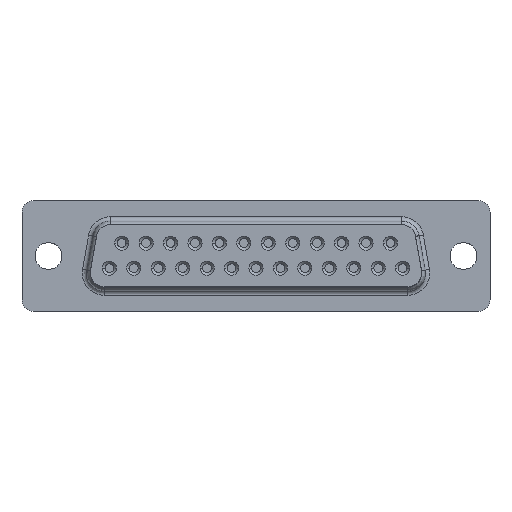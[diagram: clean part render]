
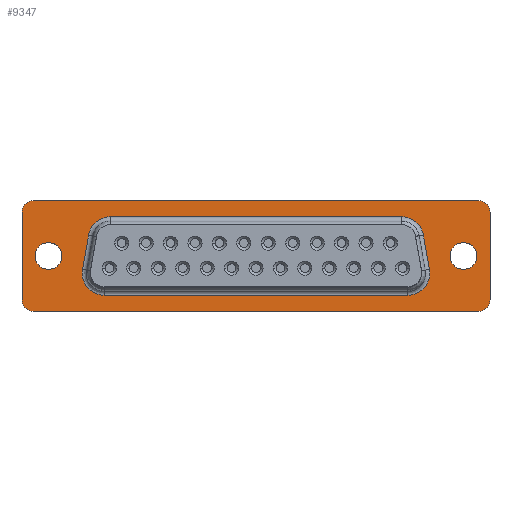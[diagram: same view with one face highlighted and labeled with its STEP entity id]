
A CAD part, front view. The second image highlights one B-rep face of the part: STEP entity #9347.
In plain terms, the highlighted planar face has unit normal (0, -1, 0).
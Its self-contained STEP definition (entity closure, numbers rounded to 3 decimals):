
#6935=FACE_BOUND('',#14489,.T.);
#6936=FACE_BOUND('',#14490,.T.);
#6937=FACE_BOUND('',#14491,.T.);
#6938=FACE_BOUND('',#14492,.T.);
#8153=PLANE('',#45948);
#9347=ADVANCED_FACE('',(#6935,#6936,#6937,#6938),#8153,.T.);
#14489=EDGE_LOOP('',(#21579,#21580));
#14490=EDGE_LOOP('',(#21581,#21582));
#14491=EDGE_LOOP('',(#21583,#21584,#21585,#21586,#21587,#21588,#21589,#21590));
#14492=EDGE_LOOP('',(#21591,#21592,#21593,#21594,#21595,#21596,#21597,#21598));
#21579=ORIENTED_EDGE('',*,*,#27990,.T.);
#21580=ORIENTED_EDGE('',*,*,#27987,.T.);
#21581=ORIENTED_EDGE('',*,*,#28006,.T.);
#21582=ORIENTED_EDGE('',*,*,#28003,.T.);
#21583=ORIENTED_EDGE('',*,*,#28325,.T.);
#21584=ORIENTED_EDGE('',*,*,#28312,.T.);
#21585=ORIENTED_EDGE('',*,*,#28314,.T.);
#21586=ORIENTED_EDGE('',*,*,#28316,.T.);
#21587=ORIENTED_EDGE('',*,*,#28318,.T.);
#21588=ORIENTED_EDGE('',*,*,#28320,.T.);
#21589=ORIENTED_EDGE('',*,*,#28322,.T.);
#21590=ORIENTED_EDGE('',*,*,#28324,.T.);
#21591=ORIENTED_EDGE('',*,*,#28354,.F.);
#21592=ORIENTED_EDGE('',*,*,#28344,.F.);
#21593=ORIENTED_EDGE('',*,*,#28340,.F.);
#21594=ORIENTED_EDGE('',*,*,#28336,.F.);
#21595=ORIENTED_EDGE('',*,*,#28332,.F.);
#21596=ORIENTED_EDGE('',*,*,#28326,.F.);
#21597=ORIENTED_EDGE('',*,*,#28356,.F.);
#21598=ORIENTED_EDGE('',*,*,#28348,.F.);
#24394=VERTEX_POINT('',#69941);
#24395=VERTEX_POINT('',#69943);
#24406=VERTEX_POINT('',#70000);
#24407=VERTEX_POINT('',#70002);
#24621=VERTEX_POINT('',#70913);
#24622=VERTEX_POINT('',#70915);
#24623=VERTEX_POINT('',#70926);
#24624=VERTEX_POINT('',#70932);
#24625=VERTEX_POINT('',#70943);
#24626=VERTEX_POINT('',#70949);
#24627=VERTEX_POINT('',#70960);
#24628=VERTEX_POINT('',#70966);
#24629=VERTEX_POINT('',#70981);
#24630=VERTEX_POINT('',#70982);
#24635=VERTEX_POINT('',#70994);
#24638=VERTEX_POINT('',#71002);
#24641=VERTEX_POINT('',#71010);
#24644=VERTEX_POINT('',#71018);
#24647=VERTEX_POINT('',#71026);
#24648=VERTEX_POINT('',#71027);
#27987=EDGE_CURVE('',#24395,#24394,#29508,.T.);
#27990=EDGE_CURVE('',#24394,#24395,#29509,.T.);
#28003=EDGE_CURVE('',#24407,#24406,#29515,.T.);
#28006=EDGE_CURVE('',#24406,#24407,#29516,.T.);
#28312=EDGE_CURVE('',#24621,#24622,#29720,.T.);
#28314=EDGE_CURVE('',#24622,#24623,#33740,.T.);
#28316=EDGE_CURVE('',#24623,#24624,#29723,.T.);
#28318=EDGE_CURVE('',#24624,#24625,#33741,.T.);
#28320=EDGE_CURVE('',#24625,#24626,#29726,.T.);
#28322=EDGE_CURVE('',#24626,#24627,#33742,.T.);
#28324=EDGE_CURVE('',#24627,#24628,#29729,.T.);
#28325=EDGE_CURVE('',#24628,#24621,#33743,.T.);
#28326=EDGE_CURVE('',#24629,#24630,#29730,.T.);
#28332=EDGE_CURVE('',#24630,#24635,#33748,.T.);
#28336=EDGE_CURVE('',#24635,#24638,#29732,.T.);
#28340=EDGE_CURVE('',#24638,#24641,#33754,.T.);
#28344=EDGE_CURVE('',#24641,#24644,#29734,.T.);
#28348=EDGE_CURVE('',#24647,#24648,#29736,.T.);
#28354=EDGE_CURVE('',#24644,#24647,#33764,.T.);
#28356=EDGE_CURVE('',#24648,#24629,#33766,.T.);
#29508=CIRCLE('',#45655,1.525);
#29509=CIRCLE('',#45656,1.525);
#29515=CIRCLE('',#45663,1.525);
#29516=CIRCLE('',#45664,1.525);
#29720=CIRCLE('',#45923,2.5);
#29723=CIRCLE('',#45926,2.5);
#29726=CIRCLE('',#45929,2.5);
#29729=CIRCLE('',#45932,2.5);
#29730=CIRCLE('',#45933,1.3);
#29732=CIRCLE('',#45937,1.3);
#29734=CIRCLE('',#45941,1.3);
#29736=CIRCLE('',#45944,1.3);
#33740=LINE('',#70927,#35560);
#33741=LINE('',#70944,#35561);
#33742=LINE('',#70961,#35562);
#33743=LINE('',#70976,#35563);
#33748=LINE('',#70993,#35568);
#33754=LINE('',#71009,#35574);
#33764=LINE('',#71038,#35584);
#33766=LINE('',#71041,#35586);
#35560=VECTOR('',#51674,1.);
#35561=VECTOR('',#51683,1.);
#35562=VECTOR('',#51692,1.);
#35563=VECTOR('',#51699,1.);
#35568=VECTOR('',#51711,1.);
#35574=VECTOR('',#51725,1.);
#35584=VECTOR('',#51749,1.);
#35586=VECTOR('',#51753,1.);
#45655=AXIS2_PLACEMENT_3D('',#69942,#50967,#50968);
#45656=AXIS2_PLACEMENT_3D('',#69953,#50971,#50972);
#45663=AXIS2_PLACEMENT_3D('',#70001,#50988,#50989);
#45664=AXIS2_PLACEMENT_3D('',#70012,#50992,#50993);
#45923=AXIS2_PLACEMENT_3D('',#70916,#51669,#51670);
#45926=AXIS2_PLACEMENT_3D('',#70933,#51678,#51679);
#45929=AXIS2_PLACEMENT_3D('',#70950,#51687,#51688);
#45932=AXIS2_PLACEMENT_3D('',#70967,#51696,#51697);
#45933=AXIS2_PLACEMENT_3D('',#70980,#51701,#51702);
#45937=AXIS2_PLACEMENT_3D('',#71001,#51717,#51718);
#45941=AXIS2_PLACEMENT_3D('',#71017,#51731,#51732);
#45944=AXIS2_PLACEMENT_3D('',#71025,#51739,#51740);
#45948=AXIS2_PLACEMENT_3D('',#71042,#51754,#51755);
#50967=DIRECTION('',(0.,1.,0.));
#50968=DIRECTION('',(-1.,0.,0.));
#50971=DIRECTION('',(0.,1.,0.));
#50972=DIRECTION('',(1.,0.,0.));
#50988=DIRECTION('',(0.,1.,0.));
#50989=DIRECTION('',(-1.,0.,0.));
#50992=DIRECTION('',(0.,1.,0.));
#50993=DIRECTION('',(1.,0.,0.));
#51669=DIRECTION('',(0.,1.,0.));
#51670=DIRECTION('',(0.,0.,1.));
#51674=DIRECTION('',(0.174,0.,-0.985));
#51678=DIRECTION('',(0.,1.,0.));
#51679=DIRECTION('',(0.985,0.,0.174));
#51683=DIRECTION('',(-1.,0.,0.));
#51687=DIRECTION('',(0.,1.,0.));
#51688=DIRECTION('',(0.,0.,-1.));
#51692=DIRECTION('',(0.174,0.,0.985));
#51696=DIRECTION('',(0.,1.,0.));
#51697=DIRECTION('',(-0.985,0.,0.174));
#51699=DIRECTION('',(1.,0.,0.));
#51701=DIRECTION('',(0.,1.,0.));
#51702=DIRECTION('',(0.,0.,-1.));
#51711=DIRECTION('',(0.,0.,1.));
#51717=DIRECTION('',(0.,1.,0.));
#51718=DIRECTION('',(-1.,0.,0.));
#51725=DIRECTION('',(1.,0.,0.));
#51731=DIRECTION('',(0.,1.,0.));
#51732=DIRECTION('',(0.,0.,1.));
#51739=DIRECTION('',(0.,1.,0.));
#51740=DIRECTION('',(1.,0.,0.));
#51749=DIRECTION('',(0.,0.,-1.));
#51753=DIRECTION('',(-1.,0.,0.));
#51754=DIRECTION('',(0.,-1.,0.));
#51755=DIRECTION('',(1.,0.,0.));
#69941=CARTESIAN_POINT('',(-21.995,2.7,-0.04));
#69942=CARTESIAN_POINT('',(-23.52,2.7,-0.04));
#69943=CARTESIAN_POINT('',(-25.045,2.7,-0.04));
#69953=CARTESIAN_POINT('',(-23.52,2.7,-0.04));
#70000=CARTESIAN_POINT('',(25.045,2.7,-0.04));
#70001=CARTESIAN_POINT('',(23.52,2.7,-0.04));
#70002=CARTESIAN_POINT('',(21.995,2.7,-0.04));
#70012=CARTESIAN_POINT('',(23.52,2.7,-0.04));
#70913=CARTESIAN_POINT('',(16.512,2.7,4.41));
#70915=CARTESIAN_POINT('',(18.974,2.7,2.344));
#70916=CARTESIAN_POINT('',(16.512,2.7,1.91));
#70926=CARTESIAN_POINT('',(19.662,2.7,-1.556));
#70927=CARTESIAN_POINT('',(18.974,2.7,2.344));
#70932=CARTESIAN_POINT('',(17.2,2.7,-4.49));
#70933=CARTESIAN_POINT('',(17.2,2.7,-1.99));
#70943=CARTESIAN_POINT('',(-17.2,2.7,-4.49));
#70944=CARTESIAN_POINT('',(17.2,2.7,-4.49));
#70949=CARTESIAN_POINT('',(-19.662,2.7,-1.556));
#70950=CARTESIAN_POINT('',(-17.2,2.7,-1.99));
#70960=CARTESIAN_POINT('',(-18.974,2.7,2.344));
#70961=CARTESIAN_POINT('',(-19.662,2.7,-1.556));
#70966=CARTESIAN_POINT('',(-16.512,2.7,4.41));
#70967=CARTESIAN_POINT('',(-16.512,2.7,1.91));
#70976=CARTESIAN_POINT('',(-16.512,2.7,4.41));
#70980=CARTESIAN_POINT('',(-25.225,2.7,-5.015));
#70981=CARTESIAN_POINT('',(-25.225,2.7,-6.315));
#70982=CARTESIAN_POINT('',(-26.525,2.7,-5.015));
#70993=CARTESIAN_POINT('',(-26.525,2.7,-5.015));
#70994=CARTESIAN_POINT('',(-26.525,2.7,4.935));
#71001=CARTESIAN_POINT('',(-25.225,2.7,4.935));
#71002=CARTESIAN_POINT('',(-25.225,2.7,6.235));
#71009=CARTESIAN_POINT('',(-25.225,2.7,6.235));
#71010=CARTESIAN_POINT('',(25.225,2.7,6.235));
#71017=CARTESIAN_POINT('',(25.225,2.7,4.935));
#71018=CARTESIAN_POINT('',(26.525,2.7,4.935));
#71025=CARTESIAN_POINT('',(25.225,2.7,-5.015));
#71026=CARTESIAN_POINT('',(26.525,2.7,-5.015));
#71027=CARTESIAN_POINT('',(25.225,2.7,-6.315));
#71038=CARTESIAN_POINT('',(26.525,2.7,4.935));
#71041=CARTESIAN_POINT('',(25.225,2.7,-6.315));
#71042=CARTESIAN_POINT('',(-29.178,2.7,-6.943));
